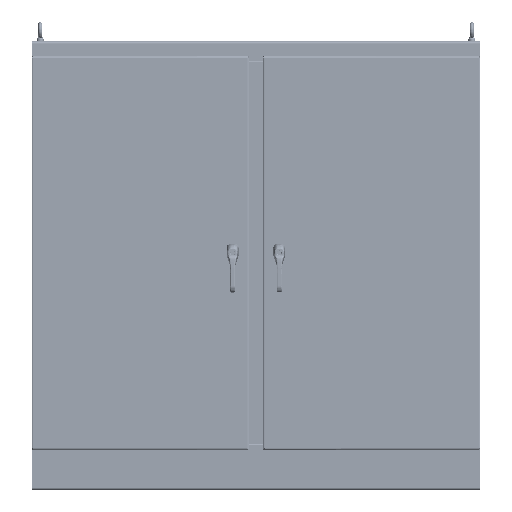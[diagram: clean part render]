
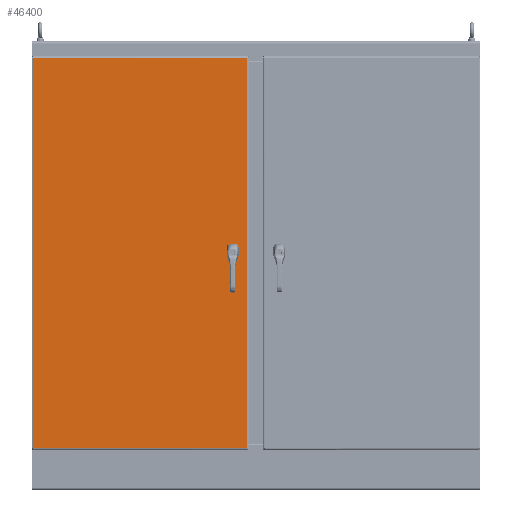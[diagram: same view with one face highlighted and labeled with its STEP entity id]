
A CAD part, top view. The second image highlights one B-rep face of the part: STEP entity #46400.
In plain terms, the highlighted planar face has unit normal (0, 0, 1).
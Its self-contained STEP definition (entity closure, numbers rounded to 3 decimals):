
#2390=FACE_BOUND('',#6936,.T.);
#2391=FACE_BOUND('',#6937,.T.);
#2392=FACE_BOUND('',#6938,.T.);
#2393=FACE_BOUND('',#6939,.T.);
#2799=PLANE('',#50473);
#4047=FACE_OUTER_BOUND('',#6935,.T.);
#6935=EDGE_LOOP('',(#31832,#31833,#31834,#31835));
#6936=EDGE_LOOP('',(#31836));
#6937=EDGE_LOOP('',(#31837));
#6938=EDGE_LOOP('',(#31838));
#6939=EDGE_LOOP('',(#31839,#31840,#31841,#31842,#31843,#31844,#31845,#31846));
#10177=LINE('',#71135,#13621);
#10181=LINE('',#71147,#13625);
#10185=LINE('',#71159,#13629);
#10189=LINE('',#71170,#13633);
#10197=LINE('',#71352,#13641);
#10204=LINE('',#71555,#13648);
#10205=LINE('',#71587,#13649);
#10217=LINE('',#71665,#13661);
#13621=VECTOR('',#56802,0.394);
#13625=VECTOR('',#56814,0.394);
#13629=VECTOR('',#56826,0.394);
#13633=VECTOR('',#56838,0.394);
#13641=VECTOR('',#56854,0.394);
#13648=VECTOR('',#56869,0.394);
#13649=VECTOR('',#56872,0.394);
#13661=VECTOR('',#56900,0.394);
#16677=CIRCLE('',#50426,0.141);
#16679=CIRCLE('',#50429,0.141);
#16681=CIRCLE('',#50432,0.141);
#16683=CIRCLE('',#50435,0.453);
#16685=CIRCLE('',#50439,0.453);
#16687=CIRCLE('',#50443,0.453);
#16689=CIRCLE('',#50447,0.453);
#19541=VERTEX_POINT('',#71107);
#19543=VERTEX_POINT('',#71113);
#19545=VERTEX_POINT('',#71119);
#19547=VERTEX_POINT('',#71125);
#19548=VERTEX_POINT('',#71126);
#19551=VERTEX_POINT('',#71134);
#19553=VERTEX_POINT('',#71140);
#19555=VERTEX_POINT('',#71146);
#19557=VERTEX_POINT('',#71152);
#19559=VERTEX_POINT('',#71158);
#19561=VERTEX_POINT('',#71164);
#19565=VERTEX_POINT('',#71249);
#19568=VERTEX_POINT('',#71330);
#19572=VERTEX_POINT('',#71465);
#19578=VERTEX_POINT('',#71554);
#24070=EDGE_CURVE('',#19541,#19541,#16677,.T.);
#24073=EDGE_CURVE('',#19543,#19543,#16679,.T.);
#24076=EDGE_CURVE('',#19545,#19545,#16681,.T.);
#24079=EDGE_CURVE('',#19547,#19548,#16683,.T.);
#24083=EDGE_CURVE('',#19551,#19547,#10177,.T.);
#24086=EDGE_CURVE('',#19553,#19551,#16685,.T.);
#24089=EDGE_CURVE('',#19555,#19553,#10181,.T.);
#24092=EDGE_CURVE('',#19557,#19555,#16687,.T.);
#24095=EDGE_CURVE('',#19559,#19557,#10185,.T.);
#24098=EDGE_CURVE('',#19561,#19559,#16689,.T.);
#24101=EDGE_CURVE('',#19548,#19561,#10189,.T.);
#24118=EDGE_CURVE('',#19565,#19568,#10197,.T.);
#24136=EDGE_CURVE('',#19578,#19572,#10204,.T.);
#24138=EDGE_CURVE('',#19572,#19565,#10205,.T.);
#24151=EDGE_CURVE('',#19568,#19578,#10217,.T.);
#31832=ORIENTED_EDGE('',*,*,#24138,.T.);
#31833=ORIENTED_EDGE('',*,*,#24118,.T.);
#31834=ORIENTED_EDGE('',*,*,#24151,.T.);
#31835=ORIENTED_EDGE('',*,*,#24136,.T.);
#31836=ORIENTED_EDGE('',*,*,#24070,.T.);
#31837=ORIENTED_EDGE('',*,*,#24073,.T.);
#31838=ORIENTED_EDGE('',*,*,#24076,.T.);
#31839=ORIENTED_EDGE('',*,*,#24079,.T.);
#31840=ORIENTED_EDGE('',*,*,#24101,.T.);
#31841=ORIENTED_EDGE('',*,*,#24098,.T.);
#31842=ORIENTED_EDGE('',*,*,#24095,.T.);
#31843=ORIENTED_EDGE('',*,*,#24092,.T.);
#31844=ORIENTED_EDGE('',*,*,#24089,.T.);
#31845=ORIENTED_EDGE('',*,*,#24086,.T.);
#31846=ORIENTED_EDGE('',*,*,#24083,.T.);
#46400=ADVANCED_FACE('',(#4047,#2390,#2391,#2392,#2393),#2799,.T.);
#50426=AXIS2_PLACEMENT_3D('',#71108,#56773,#56774);
#50429=AXIS2_PLACEMENT_3D('',#71114,#56780,#56781);
#50432=AXIS2_PLACEMENT_3D('',#71120,#56787,#56788);
#50435=AXIS2_PLACEMENT_3D('',#71127,#56794,#56795);
#50439=AXIS2_PLACEMENT_3D('',#71141,#56807,#56808);
#50443=AXIS2_PLACEMENT_3D('',#71153,#56819,#56820);
#50447=AXIS2_PLACEMENT_3D('',#71165,#56831,#56832);
#50473=AXIS2_PLACEMENT_3D('',#71748,#56923,#56924);
#56773=DIRECTION('center_axis',(0.,0.,-1.));
#56774=DIRECTION('ref_axis',(-1.,0.,0.));
#56780=DIRECTION('center_axis',(0.,0.,-1.));
#56781=DIRECTION('ref_axis',(-1.,0.,0.));
#56787=DIRECTION('center_axis',(0.,0.,-1.));
#56788=DIRECTION('ref_axis',(-1.,0.,0.));
#56794=DIRECTION('center_axis',(0.,0.,-1.));
#56795=DIRECTION('ref_axis',(-0.883,-0.469,0.));
#56802=DIRECTION('',(-1.,0.,0.));
#56807=DIRECTION('center_axis',(0.,0.,-1.));
#56808=DIRECTION('ref_axis',(0.469,-0.883,0.));
#56814=DIRECTION('',(0.,-1.,0.));
#56819=DIRECTION('center_axis',(0.,0.,-1.));
#56820=DIRECTION('ref_axis',(0.883,0.469,0.));
#56826=DIRECTION('',(1.,0.,0.));
#56831=DIRECTION('center_axis',(0.,0.,-1.));
#56832=DIRECTION('ref_axis',(-0.469,0.883,0.));
#56838=DIRECTION('',(0.,1.,0.));
#56854=DIRECTION('',(1.,0.,0.));
#56869=DIRECTION('',(-1.,0.,0.));
#56872=DIRECTION('',(0.,-1.,0.));
#56900=DIRECTION('',(0.,1.,0.));
#56923=DIRECTION('center_axis',(0.,0.,1.));
#56924=DIRECTION('ref_axis',(1.,0.,0.));
#71107=CARTESIAN_POINT('',(14.953,-1.377,0.104));
#71108=CARTESIAN_POINT('Origin',(14.813,-1.377,0.104));
#71113=CARTESIAN_POINT('',(14.953,0.885,0.104));
#71114=CARTESIAN_POINT('Origin',(14.813,0.885,0.104));
#71119=CARTESIAN_POINT('',(14.953,-0.885,0.104));
#71120=CARTESIAN_POINT('Origin',(14.813,-0.885,0.104));
#71125=CARTESIAN_POINT('',(14.6,-0.4,0.104));
#71126=CARTESIAN_POINT('',(14.413,-0.213,0.104));
#71127=CARTESIAN_POINT('Origin',(14.813,0.,0.104));
#71134=CARTESIAN_POINT('',(15.025,-0.4,0.104));
#71135=CARTESIAN_POINT('',(7.513,-0.4,0.104));
#71140=CARTESIAN_POINT('',(15.213,-0.213,0.104));
#71141=CARTESIAN_POINT('Origin',(14.813,0.,0.104));
#71146=CARTESIAN_POINT('',(15.213,0.213,0.104));
#71147=CARTESIAN_POINT('',(15.213,0.106,0.104));
#71152=CARTESIAN_POINT('',(15.025,0.4,0.104));
#71153=CARTESIAN_POINT('Origin',(14.813,0.,0.104));
#71158=CARTESIAN_POINT('',(14.6,0.4,0.104));
#71159=CARTESIAN_POINT('',(7.3,0.4,0.104));
#71164=CARTESIAN_POINT('',(14.413,0.213,0.104));
#71165=CARTESIAN_POINT('Origin',(14.813,0.,0.104));
#71170=CARTESIAN_POINT('',(14.413,-0.106,0.104));
#71249=CARTESIAN_POINT('',(-17.255,-31.334,0.104));
#71330=CARTESIAN_POINT('',(17.146,-31.334,0.104));
#71352=CARTESIAN_POINT('',(-8.75,-31.334,0.104));
#71465=CARTESIAN_POINT('',(-17.255,31.334,0.104));
#71554=CARTESIAN_POINT('',(17.146,31.334,0.104));
#71555=CARTESIAN_POINT('',(8.573,31.334,0.104));
#71587=CARTESIAN_POINT('',(-17.255,15.667,0.104));
#71665=CARTESIAN_POINT('',(17.146,-15.667,0.104));
#71748=CARTESIAN_POINT('Origin',(0.,0.,
0.104));
